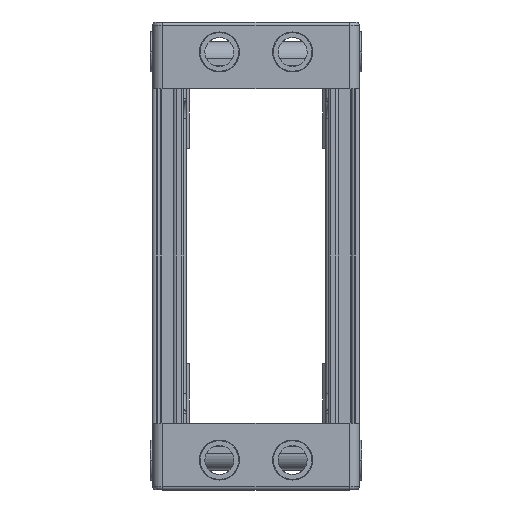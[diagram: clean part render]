
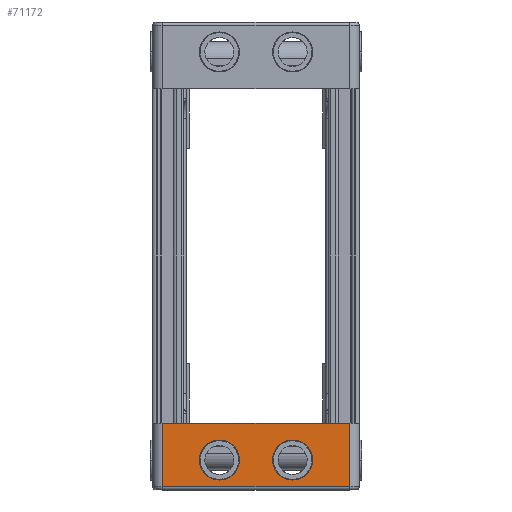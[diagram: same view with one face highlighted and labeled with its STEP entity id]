
A CAD part, left-side view. The second image highlights one B-rep face of the part: STEP entity #71172.
In plain terms, the highlighted planar face has unit normal (-1, 0, 0).
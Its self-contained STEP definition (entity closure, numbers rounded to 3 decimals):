
#36 = EDGE_CURVE ( 'NONE', #27114, #3781, #4645, .T. ) ;
#1264 = VECTOR ( 'NONE', #106172, 1000. ) ;
#2001 = ORIENTED_EDGE ( 'NONE', *, *, #49664, .F. ) ;
#3781 = VERTEX_POINT ( 'NONE', #37368 ) ;
#4480 = PLANE ( 'NONE',  #98534 ) ;
#4645 = CIRCLE ( 'NONE', #11764, 6. ) ;
#5179 = VERTEX_POINT ( 'NONE', #14387 ) ;
#7111 = CARTESIAN_POINT ( 'NONE',  ( -221.003, 31., -174.48 ) ) ;
#10101 = VERTEX_POINT ( 'NONE', #26865 ) ;
#11008 = DIRECTION ( 'NONE',  ( 0., 1., 0. ) ) ;
#11764 = AXIS2_PLACEMENT_3D ( 'NONE', #66564, #23016, #75357 ) ;
#12189 = LINE ( 'NONE', #84437, #1264 ) ;
#12363 = DIRECTION ( 'NONE',  ( 1., 0., 0. ) ) ;
#13489 = DIRECTION ( 'NONE',  ( 1., 0., 0. ) ) ;
#14387 = CARTESIAN_POINT ( 'NONE',  ( -221.003, -11., -179.48 ) ) ;
#15213 = VERTEX_POINT ( 'NONE', #89307 ) ;
#16263 = LINE ( 'NONE', #7111, #80580 ) ;
#16587 = EDGE_CURVE ( 'NONE', #29370, #84580, #16263, .T. ) ;
#19180 = ORIENTED_EDGE ( 'NONE', *, *, #36, .T. ) ;
#21056 = EDGE_CURVE ( 'NONE', #5179, #10101, #58026, .T. ) ;
#22582 = FACE_BOUND ( 'NONE', #41472, .T. ) ;
#23016 = DIRECTION ( 'NONE',  ( 1., 0., 0. ) ) ;
#24791 = DIRECTION ( 'NONE',  ( 0., 1., 0. ) ) ;
#26865 = CARTESIAN_POINT ( 'NONE',  ( -221.003, -11., -191.48 ) ) ;
#27114 = VERTEX_POINT ( 'NONE', #93999 ) ;
#29370 = VERTEX_POINT ( 'NONE', #31403 ) ;
#29416 = FACE_OUTER_BOUND ( 'NONE', #95298, .T. ) ;
#31403 = CARTESIAN_POINT ( 'NONE',  ( -221.003, -28., -174.48 ) ) ;
#34845 = VECTOR ( 'NONE', #76646, 1000. ) ;
#34878 = FACE_BOUND ( 'NONE', #64166, .T. ) ;
#37368 = CARTESIAN_POINT ( 'NONE',  ( -221.003, 11., -179.48 ) ) ;
#37504 = AXIS2_PLACEMENT_3D ( 'NONE', #100300, #12363, #73189 ) ;
#39758 = DIRECTION ( 'NONE',  ( -1., 0., 0. ) ) ;
#40190 = LINE ( 'NONE', #107762, #105684 ) ;
#41472 = EDGE_LOOP ( 'NONE', ( #72542, #106025 ) ) ;
#42570 = AXIS2_PLACEMENT_3D ( 'NONE', #78284, #105430, #53146 ) ;
#49550 = ORIENTED_EDGE ( 'NONE', *, *, #16587, .T. ) ;
#49664 = EDGE_CURVE ( 'NONE', #15213, #84580, #53962, .T. ) ;
#50722 = ORIENTED_EDGE ( 'NONE', *, *, #81312, .F. ) ;
#53146 = DIRECTION ( 'NONE',  ( 0., 0., 1. ) ) ;
#53962 = LINE ( 'NONE', #75513, #34845 ) ;
#58026 = CIRCLE ( 'NONE', #37504, 6. ) ;
#58800 = CIRCLE ( 'NONE', #94250, 6. ) ;
#64166 = EDGE_LOOP ( 'NONE', ( #19180, #110125 ) ) ;
#64944 = DIRECTION ( 'NONE',  ( 0., 0., -1. ) ) ;
#65833 = VERTEX_POINT ( 'NONE', #74942 ) ;
#66564 = CARTESIAN_POINT ( 'NONE',  ( -221.003, 11., -185.48 ) ) ;
#68928 = CIRCLE ( 'NONE', #42570, 6. ) ;
#71172 = ADVANCED_FACE ( 'NONE', ( #22582, #34878, #29416 ), #4480, .T. ) ;
#71949 = EDGE_CURVE ( 'NONE', #65833, #15213, #40190, .T. ) ;
#72542 = ORIENTED_EDGE ( 'NONE', *, *, #105905, .T. ) ;
#73189 = DIRECTION ( 'NONE',  ( 0., 0., -1. ) ) ;
#74675 = DIRECTION ( 'NONE',  ( 0., 0., -1. ) ) ;
#74942 = CARTESIAN_POINT ( 'NONE',  ( -221.003, -28., -193.48 ) ) ;
#75357 = DIRECTION ( 'NONE',  ( 0., 0., 1. ) ) ;
#75513 = CARTESIAN_POINT ( 'NONE',  ( -221.003, 28., -174.48 ) ) ;
#76646 = DIRECTION ( 'NONE',  ( 0., 0., 1. ) ) ;
#78284 = CARTESIAN_POINT ( 'NONE',  ( -221.003, 11., -185.48 ) ) ;
#80580 = VECTOR ( 'NONE', #24791, 1000. ) ;
#81312 = EDGE_CURVE ( 'NONE', #29370, #65833, #12189, .T. ) ;
#81529 = CARTESIAN_POINT ( 'NONE',  ( -221.003, 28., -174.48 ) ) ;
#83905 = ORIENTED_EDGE ( 'NONE', *, *, #71949, .F. ) ;
#84437 = CARTESIAN_POINT ( 'NONE',  ( -221.003, -28., -194.48 ) ) ;
#84580 = VERTEX_POINT ( 'NONE', #81529 ) ;
#85139 = EDGE_CURVE ( 'NONE', #3781, #27114, #68928, .T. ) ;
#89307 = CARTESIAN_POINT ( 'NONE',  ( -221.003, 28., -193.48 ) ) ;
#91518 = CARTESIAN_POINT ( 'NONE',  ( -221.003, -11., -185.48 ) ) ;
#93999 = CARTESIAN_POINT ( 'NONE',  ( -221.003, 11., -191.48 ) ) ;
#94250 = AXIS2_PLACEMENT_3D ( 'NONE', #91518, #13489, #74675 ) ;
#95298 = EDGE_LOOP ( 'NONE', ( #50722, #49550, #2001, #83905 ) ) ;
#98534 = AXIS2_PLACEMENT_3D ( 'NONE', #100784, #39758, #64944 ) ;
#100300 = CARTESIAN_POINT ( 'NONE',  ( -221.003, -11., -185.48 ) ) ;
#100784 = CARTESIAN_POINT ( 'NONE',  ( -221.003, 31., -284.905 ) ) ;
#105430 = DIRECTION ( 'NONE',  ( 1., 0., 0. ) ) ;
#105684 = VECTOR ( 'NONE', #11008, 1000. ) ;
#105905 = EDGE_CURVE ( 'NONE', #10101, #5179, #58800, .T. ) ;
#106025 = ORIENTED_EDGE ( 'NONE', *, *, #21056, .T. ) ;
#106172 = DIRECTION ( 'NONE',  ( 0., 0., -1. ) ) ;
#107762 = CARTESIAN_POINT ( 'NONE',  ( -221.003, 31., -193.48 ) ) ;
#110125 = ORIENTED_EDGE ( 'NONE', *, *, #85139, .T. ) ;
